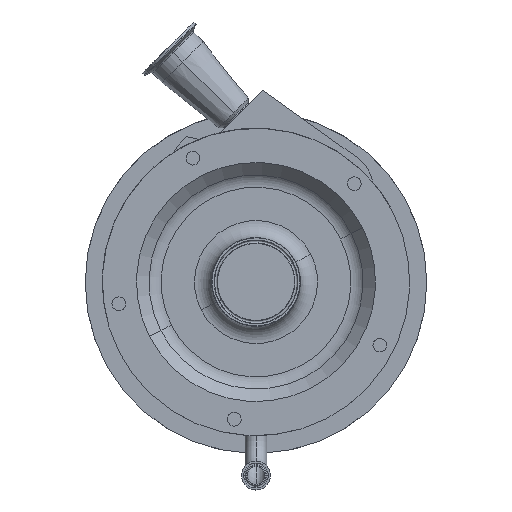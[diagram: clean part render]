
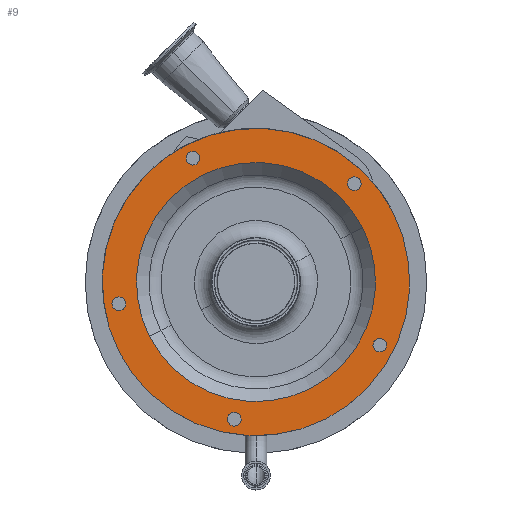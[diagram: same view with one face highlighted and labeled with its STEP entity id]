
A CAD part, top view. The second image highlights one B-rep face of the part: STEP entity #9.
In plain terms, the highlighted planar face has unit normal (0, 0, 1).
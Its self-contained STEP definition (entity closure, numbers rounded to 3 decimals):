
#9 = ADVANCED_FACE ( 'NONE', ( #434, #4206, #6080, #6591, #3039, #590, #4288 ), #512, .F. ) ;
#27 = CARTESIAN_POINT ( 'NONE',  ( 82.024, 90.51, 284. ) ) ;
#29 = CARTESIAN_POINT ( 'NONE',  ( -121.437, -13.159, 284. ) ) ;
#53 = DIRECTION ( 'NONE',  ( 0., 0., 1. ) ) ;
#127 = CARTESIAN_POINT ( 'NONE',  ( 93.556, 47.669, 284. ) ) ;
#169 = CARTESIAN_POINT ( 'NONE',  ( 108.703, -55.387, 284. ) ) ;
#190 = ORIENTED_EDGE ( 'NONE', *, *, #2718, .F. ) ;
#211 = ORIENTED_EDGE ( 'NONE', *, *, #4132, .F. ) ;
#321 = CARTESIAN_POINT ( 'NONE',  ( -120.498, -19.085, 284. ) ) ;
#342 = CARTESIAN_POINT ( 'NONE',  ( 0., 0., 284. ) ) ;
#434 = FACE_OUTER_BOUND ( 'NONE', #813, .T. ) ;
#443 = VERTEX_POINT ( 'NONE', #27 ) ;
#502 = EDGE_LOOP ( 'NONE', ( #6091, #4620 ) ) ;
#512 = PLANE ( 'NONE',  #4972 ) ;
#590 = FACE_BOUND ( 'NONE', #502, .T. ) ;
#611 = VERTEX_POINT ( 'NONE', #3710 ) ;
#668 = EDGE_CURVE ( 'NONE', #685, #6835, #3083, .T. ) ;
#685 = VERTEX_POINT ( 'NONE', #3955 ) ;
#764 = DIRECTION ( 'NONE',  ( 0., 0., 1. ) ) ;
#791 = AXIS2_PLACEMENT_3D ( 'NONE', #7722, #2247, #5320 ) ;
#813 = EDGE_LOOP ( 'NONE', ( #5125, #3331 ) ) ;
#835 = DIRECTION ( 'NONE',  ( 0.891, 0.454, 0. ) ) ;
#1136 = VERTEX_POINT ( 'NONE', #1779 ) ;
#1220 = EDGE_CURVE ( 'NONE', #611, #5260, #1808, .T. ) ;
#1233 = CARTESIAN_POINT ( 'NONE',  ( 0., 0., 284. ) ) ;
#1299 = DIRECTION ( 'NONE',  ( 0., 0., 1. ) ) ;
#1362 = CIRCLE ( 'NONE', #4694, 6. ) ;
#1423 = CARTESIAN_POINT ( 'NONE',  ( -55.387, 108.703, 284. ) ) ;
#1501 = DIRECTION ( 'NONE',  ( 0.891, 0.454, 0. ) ) ;
#1543 = DIRECTION ( 'NONE',  ( 0., 0., 1. ) ) ;
#1598 = DIRECTION ( 'NONE',  ( 0.891, 0.454, 0. ) ) ;
#1676 = DIRECTION ( 'NONE',  ( 0., 0., -1. ) ) ;
#1682 = EDGE_CURVE ( 'NONE', #2433, #5124, #7067, .T. ) ;
#1720 = CARTESIAN_POINT ( 'NONE',  ( 86.267, 86.267, 284. ) ) ;
#1779 = CARTESIAN_POINT ( 'NONE',  ( -13.159, -121.437, 284. ) ) ;
#1808 = CIRCLE ( 'NONE', #5519, 6. ) ;
#1824 = AXIS2_PLACEMENT_3D ( 'NONE', #4379, #6247, #835 ) ;
#1865 = CARTESIAN_POINT ( 'NONE',  ( -55.387, 108.703, 284. ) ) ;
#1874 = CIRCLE ( 'NONE', #5321, 6. ) ;
#1878 = VERTEX_POINT ( 'NONE', #2929 ) ;
#1929 = CARTESIAN_POINT ( 'NONE',  ( 105.979, -60.733, 284. ) ) ;
#1949 = CARTESIAN_POINT ( 'NONE',  ( -19.085, -120.498, 284. ) ) ;
#2033 = DIRECTION ( 'NONE',  ( -0.988, 0.156, 0. ) ) ;
#2043 = CARTESIAN_POINT ( 'NONE',  ( -119.559, -25.011, 284. ) ) ;
#2139 = ORIENTED_EDGE ( 'NONE', *, *, #4077, .F. ) ;
#2247 = DIRECTION ( 'NONE',  ( 0., 0., 1. ) ) ;
#2369 = CARTESIAN_POINT ( 'NONE',  ( 120.286, 61.289, 284. ) ) ;
#2371 = CARTESIAN_POINT ( 'NONE',  ( 108.703, -55.387, 284. ) ) ;
#2433 = VERTEX_POINT ( 'NONE', #1929 ) ;
#2502 = EDGE_CURVE ( 'NONE', #1878, #6925, #5664, .T. ) ;
#2512 = AXIS2_PLACEMENT_3D ( 'NONE', #7085, #6397, #1598 ) ;
#2614 = DIRECTION ( 'NONE',  ( -0.454, -0.891, 0. ) ) ;
#2652 = EDGE_CURVE ( 'NONE', #443, #3678, #5276, .T. ) ;
#2718 = EDGE_CURVE ( 'NONE', #3678, #443, #3231, .T. ) ;
#2750 = DIRECTION ( 'NONE',  ( 0., 0., 1. ) ) ;
#2842 = AXIS2_PLACEMENT_3D ( 'NONE', #1720, #6123, #6634 ) ;
#2929 = CARTESIAN_POINT ( 'NONE',  ( -93.556, -47.669, 284. ) ) ;
#2945 = EDGE_LOOP ( 'NONE', ( #7176, #6501 ) ) ;
#2977 = ORIENTED_EDGE ( 'NONE', *, *, #2502, .F. ) ;
#3039 = FACE_BOUND ( 'NONE', #3778, .T. ) ;
#3083 = CIRCLE ( 'NONE', #4869, 135. ) ;
#3208 = VERTEX_POINT ( 'NONE', #6000 ) ;
#3231 = CIRCLE ( 'NONE', #2842, 6. ) ;
#3331 = ORIENTED_EDGE ( 'NONE', *, *, #668, .T. ) ;
#3417 = CIRCLE ( 'NONE', #2512, 105. ) ;
#3434 = AXIS2_PLACEMENT_3D ( 'NONE', #6266, #1543, #2033 ) ;
#3552 = AXIS2_PLACEMENT_3D ( 'NONE', #2371, #53, #4817 ) ;
#3600 = ORIENTED_EDGE ( 'NONE', *, *, #2652, .F. ) ;
#3678 = VERTEX_POINT ( 'NONE', #5017 ) ;
#3710 = CARTESIAN_POINT ( 'NONE',  ( -50.041, 111.427, 284. ) ) ;
#3762 = EDGE_CURVE ( 'NONE', #6835, #685, #5442, .T. ) ;
#3778 = EDGE_LOOP ( 'NONE', ( #7612, #211 ) ) ;
#3901 = VERTEX_POINT ( 'NONE', #2043 ) ;
#3912 = CARTESIAN_POINT ( 'NONE',  ( -120.498, -19.085, 284. ) ) ;
#3955 = CARTESIAN_POINT ( 'NONE',  ( -120.286, -61.289, 284. ) ) ;
#4013 = DIRECTION ( 'NONE',  ( 0., 0., 1. ) ) ;
#4077 = EDGE_CURVE ( 'NONE', #6925, #1878, #3417, .T. ) ;
#4132 = EDGE_CURVE ( 'NONE', #3901, #5076, #1362, .T. ) ;
#4206 = FACE_BOUND ( 'NONE', #7203, .T. ) ;
#4288 = FACE_BOUND ( 'NONE', #4387, .T. ) ;
#4311 = DIRECTION ( 'NONE',  ( 0.891, 0.454, 0. ) ) ;
#4379 = CARTESIAN_POINT ( 'NONE',  ( 0., 0., 284. ) ) ;
#4387 = EDGE_LOOP ( 'NONE', ( #2139, #2977 ) ) ;
#4438 = AXIS2_PLACEMENT_3D ( 'NONE', #1949, #1299, #5597 ) ;
#4502 = EDGE_CURVE ( 'NONE', #5124, #2433, #5339, .T. ) ;
#4610 = DIRECTION ( 'NONE',  ( -0.156, 0.988, 0. ) ) ;
#4620 = ORIENTED_EDGE ( 'NONE', *, *, #5230, .F. ) ;
#4694 = AXIS2_PLACEMENT_3D ( 'NONE', #321, #4013, #4610 ) ;
#4750 = EDGE_LOOP ( 'NONE', ( #7796, #5052 ) ) ;
#4817 = DIRECTION ( 'NONE',  ( -0.454, -0.891, 0. ) ) ;
#4869 = AXIS2_PLACEMENT_3D ( 'NONE', #342, #5188, #1501 ) ;
#4972 = AXIS2_PLACEMENT_3D ( 'NONE', #5318, #1676, #6714 ) ;
#4996 = EDGE_CURVE ( 'NONE', #1136, #3208, #6470, .T. ) ;
#5017 = CARTESIAN_POINT ( 'NONE',  ( 90.51, 82.024, 284. ) ) ;
#5052 = ORIENTED_EDGE ( 'NONE', *, *, #4996, .F. ) ;
#5076 = VERTEX_POINT ( 'NONE', #29 ) ;
#5124 = VERTEX_POINT ( 'NONE', #5150 ) ;
#5125 = ORIENTED_EDGE ( 'NONE', *, *, #3762, .T. ) ;
#5147 = EDGE_CURVE ( 'NONE', #5076, #3901, #1874, .T. ) ;
#5150 = CARTESIAN_POINT ( 'NONE',  ( 111.427, -50.041, 284. ) ) ;
#5188 = DIRECTION ( 'NONE',  ( 0., 0., 1. ) ) ;
#5190 = DIRECTION ( 'NONE',  ( 0.891, 0.454, 0. ) ) ;
#5230 = EDGE_CURVE ( 'NONE', #5260, #611, #5845, .T. ) ;
#5260 = VERTEX_POINT ( 'NONE', #6870 ) ;
#5276 = CIRCLE ( 'NONE', #791, 6. ) ;
#5318 = CARTESIAN_POINT ( 'NONE',  ( -17.706, 34.749, 284. ) ) ;
#5320 = DIRECTION ( 'NONE',  ( 0.707, -0.707, 0. ) ) ;
#5321 = AXIS2_PLACEMENT_3D ( 'NONE', #3912, #6344, #6987 ) ;
#5339 = CIRCLE ( 'NONE', #3552, 6. ) ;
#5442 = CIRCLE ( 'NONE', #6989, 135. ) ;
#5519 = AXIS2_PLACEMENT_3D ( 'NONE', #1865, #764, #4311 ) ;
#5597 = DIRECTION ( 'NONE',  ( -0.988, 0.156, 0. ) ) ;
#5664 = CIRCLE ( 'NONE', #1824, 105. ) ;
#5845 = CIRCLE ( 'NONE', #7128, 6. ) ;
#6000 = CARTESIAN_POINT ( 'NONE',  ( -25.011, -119.559, 284. ) ) ;
#6080 = FACE_BOUND ( 'NONE', #2945, .T. ) ;
#6091 = ORIENTED_EDGE ( 'NONE', *, *, #1220, .F. ) ;
#6123 = DIRECTION ( 'NONE',  ( 0., 0., 1. ) ) ;
#6231 = EDGE_CURVE ( 'NONE', #3208, #1136, #6875, .T. ) ;
#6247 = DIRECTION ( 'NONE',  ( 0., 0., 1. ) ) ;
#6266 = CARTESIAN_POINT ( 'NONE',  ( -19.085, -120.498, 284. ) ) ;
#6344 = DIRECTION ( 'NONE',  ( 0., 0., 1. ) ) ;
#6397 = DIRECTION ( 'NONE',  ( 0., 0., 1. ) ) ;
#6470 = CIRCLE ( 'NONE', #4438, 6. ) ;
#6501 = ORIENTED_EDGE ( 'NONE', *, *, #4502, .F. ) ;
#6552 = AXIS2_PLACEMENT_3D ( 'NONE', #169, #6849, #2614 ) ;
#6591 = FACE_BOUND ( 'NONE', #4750, .T. ) ;
#6634 = DIRECTION ( 'NONE',  ( 0.707, -0.707, 0. ) ) ;
#6714 = DIRECTION ( 'NONE',  ( 0., -1., 0. ) ) ;
#6835 = VERTEX_POINT ( 'NONE', #2369 ) ;
#6849 = DIRECTION ( 'NONE',  ( 0., 0., 1. ) ) ;
#6870 = CARTESIAN_POINT ( 'NONE',  ( -60.733, 105.979, 284. ) ) ;
#6875 = CIRCLE ( 'NONE', #3434, 6. ) ;
#6925 = VERTEX_POINT ( 'NONE', #127 ) ;
#6987 = DIRECTION ( 'NONE',  ( -0.156, 0.988, 0. ) ) ;
#6989 = AXIS2_PLACEMENT_3D ( 'NONE', #1233, #7315, #7273 ) ;
#7067 = CIRCLE ( 'NONE', #6552, 6. ) ;
#7085 = CARTESIAN_POINT ( 'NONE',  ( 0., 0., 284. ) ) ;
#7128 = AXIS2_PLACEMENT_3D ( 'NONE', #1423, #2750, #5190 ) ;
#7176 = ORIENTED_EDGE ( 'NONE', *, *, #1682, .F. ) ;
#7203 = EDGE_LOOP ( 'NONE', ( #190, #3600 ) ) ;
#7273 = DIRECTION ( 'NONE',  ( 0.891, 0.454, 0. ) ) ;
#7315 = DIRECTION ( 'NONE',  ( 0., 0., 1. ) ) ;
#7612 = ORIENTED_EDGE ( 'NONE', *, *, #5147, .F. ) ;
#7722 = CARTESIAN_POINT ( 'NONE',  ( 86.267, 86.267, 284. ) ) ;
#7796 = ORIENTED_EDGE ( 'NONE', *, *, #6231, .F. ) ;
